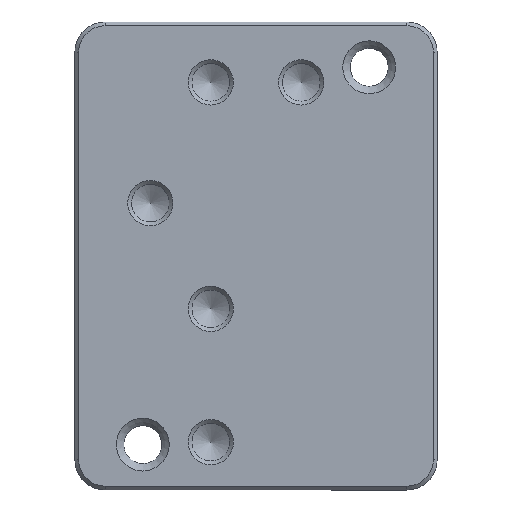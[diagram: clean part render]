
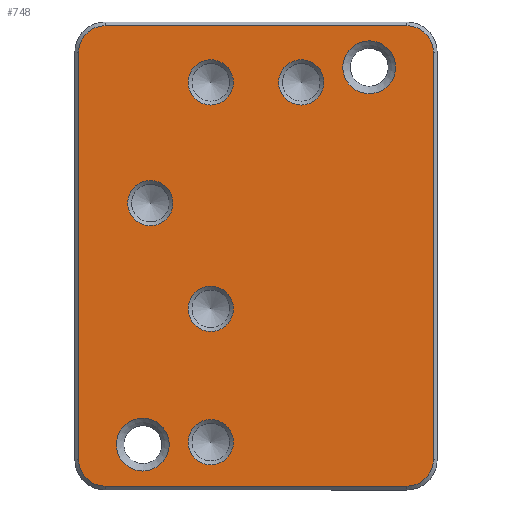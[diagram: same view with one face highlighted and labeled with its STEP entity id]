
A CAD part, top view. The second image highlights one B-rep face of the part: STEP entity #748.
In plain terms, the highlighted planar face has unit normal (0, 0, 1).
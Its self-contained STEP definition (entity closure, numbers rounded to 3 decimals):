
#28=FACE_BOUND('',#127,.T.);
#29=FACE_BOUND('',#128,.T.);
#30=FACE_BOUND('',#129,.T.);
#31=FACE_BOUND('',#130,.T.);
#32=FACE_BOUND('',#131,.T.);
#33=FACE_BOUND('',#132,.T.);
#34=FACE_BOUND('',#133,.T.);
#48=PLANE('',#831);
#77=FACE_OUTER_BOUND('',#126,.T.);
#126=EDGE_LOOP('',(#606,#607,#608,#609,#610,#611,#612,#613));
#127=EDGE_LOOP('',(#614));
#128=EDGE_LOOP('',(#615));
#129=EDGE_LOOP('',(#616));
#130=EDGE_LOOP('',(#617));
#131=EDGE_LOOP('',(#618));
#132=EDGE_LOOP('',(#619));
#133=EDGE_LOOP('',(#620));
#181=LINE('',#1213,#242);
#184=LINE('',#1221,#245);
#187=LINE('',#1231,#248);
#191=LINE('',#1242,#252);
#242=VECTOR('',#975,10.);
#245=VECTOR('',#984,10.);
#248=VECTOR('',#995,10.);
#252=VECTOR('',#1007,10.);
#290=CIRCLE('',#815,3.5);
#291=CIRCLE('',#818,3.5);
#293=CIRCLE('',#822,3.5);
#295=CIRCLE('',#826,3.5);
#296=CIRCLE('',#832,3.5);
#297=CIRCLE('',#833,3.);
#298=CIRCLE('',#834,3.);
#299=CIRCLE('',#835,3.);
#300=CIRCLE('',#836,3.);
#301=CIRCLE('',#837,3.);
#302=CIRCLE('',#838,3.5);
#345=VERTEX_POINT('',#1206);
#346=VERTEX_POINT('',#1208);
#347=VERTEX_POINT('',#1212);
#348=VERTEX_POINT('',#1216);
#349=VERTEX_POINT('',#1220);
#350=VERTEX_POINT('',#1224);
#352=VERTEX_POINT('',#1230);
#354=VERTEX_POINT('',#1236);
#356=VERTEX_POINT('',#1251);
#357=VERTEX_POINT('',#1253);
#358=VERTEX_POINT('',#1255);
#359=VERTEX_POINT('',#1257);
#360=VERTEX_POINT('',#1259);
#361=VERTEX_POINT('',#1261);
#362=VERTEX_POINT('',#1263);
#428=EDGE_CURVE('',#346,#345,#290,.T.);
#429=EDGE_CURVE('',#345,#347,#181,.T.);
#432=EDGE_CURVE('',#347,#348,#291,.T.);
#433=EDGE_CURVE('',#348,#349,#184,.T.);
#437=EDGE_CURVE('',#349,#350,#293,.T.);
#438=EDGE_CURVE('',#350,#352,#187,.T.);
#443=EDGE_CURVE('',#352,#354,#295,.T.);
#444=EDGE_CURVE('',#354,#346,#191,.T.);
#449=EDGE_CURVE('',#356,#356,#296,.T.);
#450=EDGE_CURVE('',#357,#357,#297,.T.);
#451=EDGE_CURVE('',#358,#358,#298,.T.);
#452=EDGE_CURVE('',#359,#359,#299,.T.);
#453=EDGE_CURVE('',#360,#360,#300,.T.);
#454=EDGE_CURVE('',#361,#361,#301,.T.);
#455=EDGE_CURVE('',#362,#362,#302,.T.);
#606=ORIENTED_EDGE('',*,*,#428,.F.);
#607=ORIENTED_EDGE('',*,*,#444,.F.);
#608=ORIENTED_EDGE('',*,*,#443,.F.);
#609=ORIENTED_EDGE('',*,*,#438,.F.);
#610=ORIENTED_EDGE('',*,*,#437,.F.);
#611=ORIENTED_EDGE('',*,*,#433,.F.);
#612=ORIENTED_EDGE('',*,*,#432,.F.);
#613=ORIENTED_EDGE('',*,*,#429,.F.);
#614=ORIENTED_EDGE('',*,*,#449,.F.);
#615=ORIENTED_EDGE('',*,*,#450,.F.);
#616=ORIENTED_EDGE('',*,*,#451,.F.);
#617=ORIENTED_EDGE('',*,*,#452,.F.);
#618=ORIENTED_EDGE('',*,*,#453,.F.);
#619=ORIENTED_EDGE('',*,*,#454,.F.);
#620=ORIENTED_EDGE('',*,*,#455,.F.);
#748=ADVANCED_FACE('',(#77,#28,#29,#30,#31,#32,#33,#34),#48,.T.);
#815=AXIS2_PLACEMENT_3D('',#1210,#971,#972);
#818=AXIS2_PLACEMENT_3D('',#1218,#980,#981);
#822=AXIS2_PLACEMENT_3D('',#1228,#991,#992);
#826=AXIS2_PLACEMENT_3D('',#1240,#1003,#1004);
#831=AXIS2_PLACEMENT_3D('',#1250,#1018,#1019);
#832=AXIS2_PLACEMENT_3D('',#1252,#1020,#1021);
#833=AXIS2_PLACEMENT_3D('',#1254,#1022,#1023);
#834=AXIS2_PLACEMENT_3D('',#1256,#1024,#1025);
#835=AXIS2_PLACEMENT_3D('',#1258,#1026,#1027);
#836=AXIS2_PLACEMENT_3D('',#1260,#1028,#1029);
#837=AXIS2_PLACEMENT_3D('',#1262,#1030,#1031);
#838=AXIS2_PLACEMENT_3D('',#1264,#1032,#1033);
#971=DIRECTION('center_axis',(0.,0.,-1.));
#972=DIRECTION('ref_axis',(0.707,-0.707,0.));
#975=DIRECTION('',(-1.,0.,0.));
#980=DIRECTION('center_axis',(0.,0.,-1.));
#981=DIRECTION('ref_axis',(-0.707,-0.707,0.));
#984=DIRECTION('',(0.,1.,0.));
#991=DIRECTION('center_axis',(0.,0.,-1.));
#992=DIRECTION('ref_axis',(-0.707,0.707,0.));
#995=DIRECTION('',(1.,0.,0.));
#1003=DIRECTION('center_axis',(0.,0.,-1.));
#1004=DIRECTION('ref_axis',(0.707,0.707,0.));
#1007=DIRECTION('',(0.,-1.,0.));
#1018=DIRECTION('center_axis',(0.,0.,1.));
#1019=DIRECTION('ref_axis',(0.,-1.,0.));
#1020=DIRECTION('center_axis',(0.,0.,1.));
#1021=DIRECTION('ref_axis',(0.,-1.,0.));
#1022=DIRECTION('center_axis',(0.,0.,1.));
#1023=DIRECTION('ref_axis',(0.,1.,0.));
#1024=DIRECTION('center_axis',(0.,0.,1.));
#1025=DIRECTION('ref_axis',(0.,1.,0.));
#1026=DIRECTION('center_axis',(0.,0.,1.));
#1027=DIRECTION('ref_axis',(0.,1.,0.));
#1028=DIRECTION('center_axis',(0.,0.,1.));
#1029=DIRECTION('ref_axis',(0.,1.,0.));
#1030=DIRECTION('center_axis',(0.,0.,1.));
#1031=DIRECTION('ref_axis',(0.,1.,0.));
#1032=DIRECTION('center_axis',(0.,0.,1.));
#1033=DIRECTION('ref_axis',(0.,-1.,0.));
#1206=CARTESIAN_POINT('',(56.,-1.5,0.));
#1208=CARTESIAN_POINT('',(59.5,2.,0.));
#1210=CARTESIAN_POINT('Origin',(56.,2.,0.));
#1212=CARTESIAN_POINT('',(16.,-1.5,0.));
#1213=CARTESIAN_POINT('',(48.,-1.5,0.));
#1216=CARTESIAN_POINT('',(12.5,2.,0.));
#1218=CARTESIAN_POINT('Origin',(16.,2.,0.));
#1220=CARTESIAN_POINT('',(12.5,56.,0.));
#1221=CARTESIAN_POINT('',(12.5,13.5,0.));
#1224=CARTESIAN_POINT('',(16.,59.5,0.));
#1228=CARTESIAN_POINT('Origin',(16.,56.,0.));
#1230=CARTESIAN_POINT('',(56.,59.5,0.));
#1231=CARTESIAN_POINT('',(24.,59.5,0.));
#1236=CARTESIAN_POINT('',(59.5,56.,0.));
#1240=CARTESIAN_POINT('Origin',(56.,56.,0.));
#1242=CARTESIAN_POINT('',(59.5,44.5,0.));
#1250=CARTESIAN_POINT('Origin',(36.,29.,0.));
#1251=CARTESIAN_POINT('',(21.,7.5,0.));
#1252=CARTESIAN_POINT('Origin',(21.,4.,0.));
#1253=CARTESIAN_POINT('',(30.,49.,0.));
#1254=CARTESIAN_POINT('Origin',(30.,52.,0.));
#1255=CARTESIAN_POINT('',(42.,49.,0.));
#1256=CARTESIAN_POINT('Origin',(42.,52.,0.));
#1257=CARTESIAN_POINT('',(30.,1.322,0.));
#1258=CARTESIAN_POINT('Origin',(30.,4.322,0.));
#1259=CARTESIAN_POINT('',(22.,33.,0.));
#1260=CARTESIAN_POINT('Origin',(22.,36.,0.));
#1261=CARTESIAN_POINT('',(30.,19.,0.));
#1262=CARTESIAN_POINT('Origin',(30.,22.,0.));
#1263=CARTESIAN_POINT('',(51.,57.5,0.));
#1264=CARTESIAN_POINT('Origin',(51.,54.,0.));
